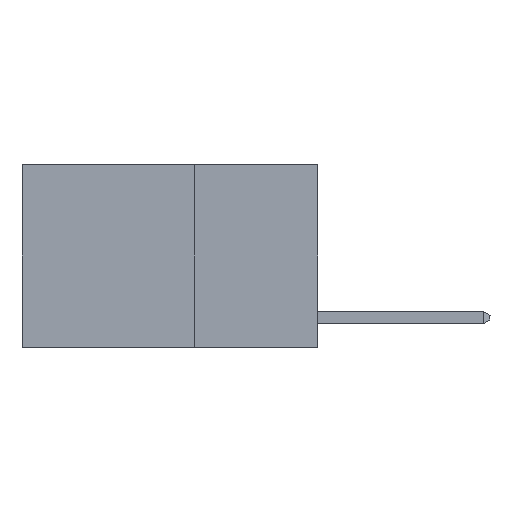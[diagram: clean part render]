
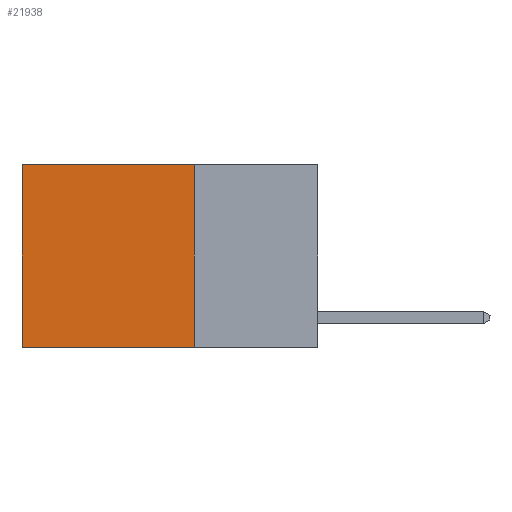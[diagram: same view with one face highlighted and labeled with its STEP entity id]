
A CAD part, left-side view. The second image highlights one B-rep face of the part: STEP entity #21938.
In plain terms, the highlighted planar face has unit normal (-1, 0, 0).
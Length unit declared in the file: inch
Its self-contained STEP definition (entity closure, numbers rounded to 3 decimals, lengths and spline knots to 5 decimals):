
#323 = LINE ( 'NONE', #11329, #17450 ) ;
#2293 = EDGE_LOOP ( 'NONE', ( #7458, #9871, #4384, #11690 ) ) ;
#2496 = VERTEX_POINT ( 'NONE', #14455 ) ;
#3029 = CARTESIAN_POINT ( 'NONE',  ( 0.2625, 0.25, -0.37 ) ) ;
#3619 = EDGE_CURVE ( 'NONE', #8127, #5851, #323, .T. ) ;
#4159 = EDGE_CURVE ( 'NONE', #4514, #2496, #19562, .T. ) ;
#4384 = ORIENTED_EDGE ( 'NONE', *, *, #16808, .F. ) ;
#4514 = VERTEX_POINT ( 'NONE', #3029 ) ;
#4875 = CARTESIAN_POINT ( 'NONE',  ( 0.2625, 0.25, 0. ) ) ;
#5851 = VERTEX_POINT ( 'NONE', #12264 ) ;
#6451 = VECTOR ( 'NONE', #18008, 39.37008 ) ;
#7179 = VECTOR ( 'NONE', #25181, 39.37008 ) ;
#7196 = DIRECTION ( 'NONE',  ( 1., 0., 0. ) ) ;
#7458 = ORIENTED_EDGE ( 'NONE', *, *, #23825, .T. ) ;
#8127 = VERTEX_POINT ( 'NONE', #20866 ) ;
#8750 = CARTESIAN_POINT ( 'NONE',  ( 0.2625, 0.25, 0. ) ) ;
#8891 = AXIS2_PLACEMENT_3D ( 'NONE', #4875, #7196, #23490 ) ;
#9871 = ORIENTED_EDGE ( 'NONE', *, *, #4159, .F. ) ;
#11329 = CARTESIAN_POINT ( 'NONE',  ( 0.2625, 0.25, 0. ) ) ;
#11690 = ORIENTED_EDGE ( 'NONE', *, *, #3619, .T. ) ;
#12264 = CARTESIAN_POINT ( 'NONE',  ( 0.2625, 0.6, 0. ) ) ;
#14141 = DIRECTION ( 'NONE',  ( 0., 0., -1. ) ) ;
#14455 = CARTESIAN_POINT ( 'NONE',  ( 0.2625, 0.6, -0.37 ) ) ;
#16808 = EDGE_CURVE ( 'NONE', #8127, #4514, #19571, .T. ) ;
#17450 = VECTOR ( 'NONE', #29950, 39.37008 ) ;
#18008 = DIRECTION ( 'NONE',  ( 0., 1., 0. ) ) ;
#18808 = PLANE ( 'NONE',  #8891 ) ;
#19562 = LINE ( 'NONE', #29509, #6451 ) ;
#19571 = LINE ( 'NONE', #8750, #7179 ) ;
#20866 = CARTESIAN_POINT ( 'NONE',  ( 0.2625, 0.25, 0. ) ) ;
#21938 = ADVANCED_FACE ( 'NONE', ( #28123 ), #18808, .F. ) ;
#22921 = VECTOR ( 'NONE', #14141, 39.37008 ) ;
#23490 = DIRECTION ( 'NONE',  ( 0., 0., -1. ) ) ;
#23642 = LINE ( 'NONE', #25733, #22921 ) ;
#23825 = EDGE_CURVE ( 'NONE', #5851, #2496, #23642, .T. ) ;
#25181 = DIRECTION ( 'NONE',  ( 0., 0., -1. ) ) ;
#25733 = CARTESIAN_POINT ( 'NONE',  ( 0.2625, 0.6, 0. ) ) ;
#28123 = FACE_OUTER_BOUND ( 'NONE', #2293, .T. ) ;
#29509 = CARTESIAN_POINT ( 'NONE',  ( 0.2625, 0.25, -0.37 ) ) ;
#29950 = DIRECTION ( 'NONE',  ( 0., 1., 0. ) ) ;
